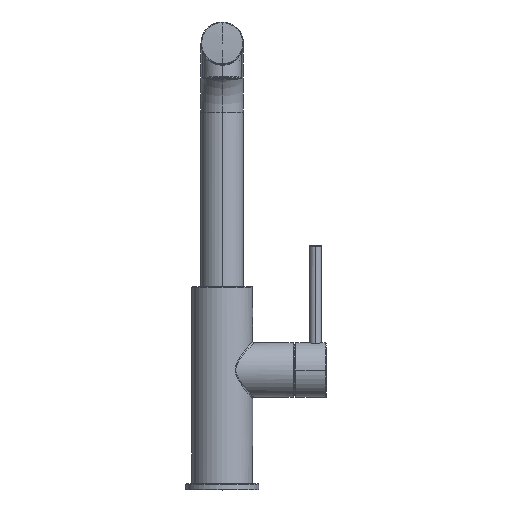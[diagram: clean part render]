
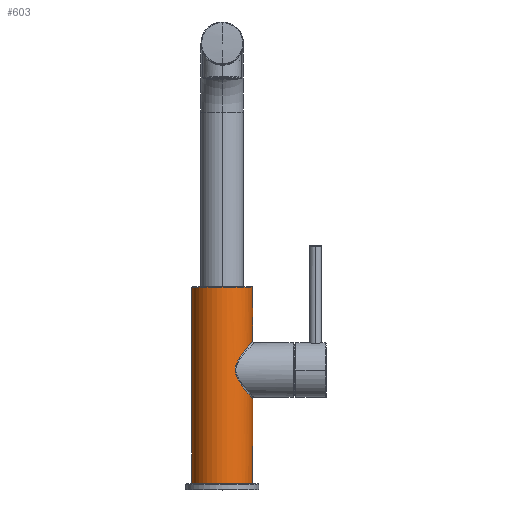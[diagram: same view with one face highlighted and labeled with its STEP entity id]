
A CAD part, top view. The second image highlights one B-rep face of the part: STEP entity #603.
In plain terms, the highlighted cylindrical face has radius 20 mm (diameter 40 mm), a partial arc.
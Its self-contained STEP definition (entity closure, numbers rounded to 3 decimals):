
#603=ADVANCED_FACE('',(#1878),#1879,.T.);
#1878=FACE_OUTER_BOUND('',#5964,.T.);
#1879=CYLINDRICAL_SURFACE('',#5965,20.0);
#5964=EDGE_LOOP('',(#11241,#11242,#11243,#11244,#11245,#11246,#11247,#11248));
#5965=AXIS2_PLACEMENT_3D('',#11249,#11250,#11251);
#11241=ORIENTED_EDGE('',*,*,#14729,.T.);
#11242=ORIENTED_EDGE('',*,*,#14249,.F.);
#11243=ORIENTED_EDGE('',*,*,#14725,.F.);
#11244=ORIENTED_EDGE('',*,*,#14728,.F.);
#11245=ORIENTED_EDGE('',*,*,#14734,.T.);
#11246=ORIENTED_EDGE('',*,*,#14243,.T.);
#11247=ORIENTED_EDGE('',*,*,#14727,.T.);
#11248=ORIENTED_EDGE('',*,*,#14733,.F.);
#11249=CARTESIAN_POINT('',(0.,140.5,0.0));
#11250=DIRECTION('',(0.0,1.0,0.0));
#11251=DIRECTION('',(-1.0,0.0,0.0));
#14243=EDGE_CURVE('',#16776,#16780,#16782,.T.);
#14249=EDGE_CURVE('',#16791,#16794,#16795,.T.);
#14725=EDGE_CURVE('',#16786,#16791,#17566,.T.);
#14727=EDGE_CURVE('',#16780,#17568,#17569,.T.);
#14728=EDGE_CURVE('',#16804,#16786,#17570,.T.);
#14729=EDGE_CURVE('',#17571,#16794,#17572,.T.);
#14733=EDGE_CURVE('',#17571,#17568,#17576,.T.);
#14734=EDGE_CURVE('',#16804,#16776,#17577,.T.);
#16776=VERTEX_POINT('',#22192);
#16780=VERTEX_POINT('',#22196);
#16782=CIRCLE('',#22198,20.0);
#16786=VERTEX_POINT('',#22202);
#16791=VERTEX_POINT('',#22207);
#16794=VERTEX_POINT('',#22210);
#16795=CIRCLE('',#22211,20.0);
#16804=VERTEX_POINT('',#22220);
#17566=CIRCLE('',#24298,20.0);
#17568=VERTEX_POINT('',#24300);
#17569=LINE('',#24301,#24302);
#17570=LINE('',#24303,#24304);
#17571=VERTEX_POINT('',#24305);
#17572=LINE('',#24306,#24307);
#17576=B_SPLINE_CURVE_WITH_KNOTS('',3,(#24350,#24351,#24352,#24353,#24354,#24355,#24356,#24357,#24358,#24359,#24360,#24361,#24362,#24363,#24364,#24365,#24366,#24367,#24368,#24369,#24370,#24371,#24372,#24373,#24374,#24375,#24376,#24377,#24378,#24379,#24380,#24381,#24382,#24383,#24384,#24385,#24386,#24387,#24388,#24389,#24390,#24391,#24392,#24393),.UNSPECIFIED.,.F.,.F.,(4,1,1,1,1,1,1,1,1,1,1,1,1,1,1,1,1,1,1,1,1,1,1,1,1,1,1,1,1,1,1,1,1,1,1,1,1,1,1,1,1,4),(0.0,0.024,0.049,0.073,0.098,0.122,0.146,0.171,0.195,0.22,0.244,0.268,0.293,0.317,0.341,0.366,0.39,0.415,0.439,0.463,0.488,0.512,0.537,0.561,0.585,0.61,0.634,0.659,0.683,0.707,0.732,0.756,0.78,0.805,0.829,0.854,0.878,0.902,0.927,0.951,0.976,1.0),.UNSPECIFIED.);
#17577=CIRCLE('',#24394,20.0);
#22192=CARTESIAN_POINT('',(19.999,4.5,0.224));
#22196=CARTESIAN_POINT('',(20.0,4.5,0.0));
#22198=AXIS2_PLACEMENT_3D('',#28277,#28278,#28279);
#22202=CARTESIAN_POINT('',(-20.0,133.5,0.0));
#22207=CARTESIAN_POINT('',(19.997,133.5,0.331));
#22210=CARTESIAN_POINT('',(20.0,133.5,0.0));
#22211=AXIS2_PLACEMENT_3D('',#28295,#28296,#28297);
#22220=CARTESIAN_POINT('',(-20.0,4.5,0.0));
#24298=AXIS2_PLACEMENT_3D('',#29147,#29148,#29149);
#24300=CARTESIAN_POINT('',(20.0,60.0,0.));
#24301=CARTESIAN_POINT('',(20.0,4.5,0.));
#24302=VECTOR('',#29153,55.5);
#24303=CARTESIAN_POINT('',(-20.0,4.5,0.));
#24304=VECTOR('',#29154,129.0);
#24305=CARTESIAN_POINT('',(20.0,98.0,0.));
#24306=CARTESIAN_POINT('',(20.0,98.0,0.));
#24307=VECTOR('',#29155,35.5);
#24350=CARTESIAN_POINT('',(20.0,98.0,0.));
#24351=CARTESIAN_POINT('',(20.,98.,0.836));
#24352=CARTESIAN_POINT('',(19.898,97.882,2.516));
#24353=CARTESIAN_POINT('',(19.391,97.292,5.125));
#24354=CARTESIAN_POINT('',(18.61,96.375,7.438));
#24355=CARTESIAN_POINT('',(17.754,95.359,9.27));
#24356=CARTESIAN_POINT('',(16.876,94.3,10.774));
#24357=CARTESIAN_POINT('',(16.009,93.235,12.016));
#24358=CARTESIAN_POINT('',(15.193,92.213,13.026));
#24359=CARTESIAN_POINT('',(14.44,91.248,13.85));
#24360=CARTESIAN_POINT('',(13.739,90.323,14.544));
#24361=CARTESIAN_POINT('',(13.065,89.407,15.152));
#24362=CARTESIAN_POINT('',(12.395,88.462,15.704));
#24363=CARTESIAN_POINT('',(11.724,87.468,16.211));
#24364=CARTESIAN_POINT('',(11.064,86.429,16.667));
#24365=CARTESIAN_POINT('',(10.442,85.362,17.062));
#24366=CARTESIAN_POINT('',(9.87,84.264,17.399));
#24367=CARTESIAN_POINT('',(9.327,83.05,17.695));
#24368=CARTESIAN_POINT('',(8.821,81.566,17.952));
#24369=CARTESIAN_POINT('',(8.504,79.867,18.102));
#24370=CARTESIAN_POINT('',(8.508,78.13,18.1));
#24371=CARTESIAN_POINT('',(8.803,76.53,17.96));
#24372=CARTESIAN_POINT('',(9.244,75.172,17.738));
#24373=CARTESIAN_POINT('',(9.753,73.98,17.465));
#24374=CARTESIAN_POINT('',(10.334,72.833,17.128));
#24375=CARTESIAN_POINT('',(10.975,71.718,16.726));
#24376=CARTESIAN_POINT('',(11.645,70.652,16.268));
#24377=CARTESIAN_POINT('',(12.324,69.641,15.76));
#24378=CARTESIAN_POINT('',(13.011,68.666,15.198));
#24379=CARTESIAN_POINT('',(13.73,67.688,14.555));
#24380=CARTESIAN_POINT('',(14.519,66.65,13.773));
#24381=CARTESIAN_POINT('',(15.386,65.541,12.804));
#24382=CARTESIAN_POINT('',(16.357,64.333,11.551));
#24383=CARTESIAN_POINT('',(17.313,63.171,10.063));
#24384=CARTESIAN_POINT('',(18.08,62.254,8.598));
#24385=CARTESIAN_POINT('',(18.66,61.568,7.245));
#24386=CARTESIAN_POINT('',(19.109,61.039,5.952));
#24387=CARTESIAN_POINT('',(19.442,60.65,4.743));
#24388=CARTESIAN_POINT('',(19.679,60.373,3.623));
#24389=CARTESIAN_POINT('',(19.839,60.187,2.594));
#24390=CARTESIAN_POINT('',(19.939,60.071,1.651));
#24391=CARTESIAN_POINT('',(19.99,60.011,0.788));
#24392=CARTESIAN_POINT('',(20.,60.,0.255));
#24393=CARTESIAN_POINT('',(20.0,60.0,0.));
#24394=AXIS2_PLACEMENT_3D('',#29162,#29163,#29164);
#28277=CARTESIAN_POINT('',(0.,4.5,0.0));
#28278=DIRECTION('',(0.0,1.0,0.0));
#28279=DIRECTION('',(-1.0,0.0,0.0));
#28295=CARTESIAN_POINT('',(0.,133.5,0.0));
#28296=DIRECTION('',(0.0,1.0,0.0));
#28297=DIRECTION('',(-1.0,0.0,0.0));
#29147=CARTESIAN_POINT('',(0.,133.5,0.0));
#29148=DIRECTION('',(0.0,1.0,0.0));
#29149=DIRECTION('',(-1.0,0.0,0.0));
#29153=DIRECTION('',(0.0,1.0,0.));
#29154=DIRECTION('',(0.0,1.0,0.));
#29155=DIRECTION('',(0.0,1.0,0.));
#29162=CARTESIAN_POINT('',(0.,4.5,0.0));
#29163=DIRECTION('',(0.0,1.0,0.0));
#29164=DIRECTION('',(-1.0,0.0,0.0));
